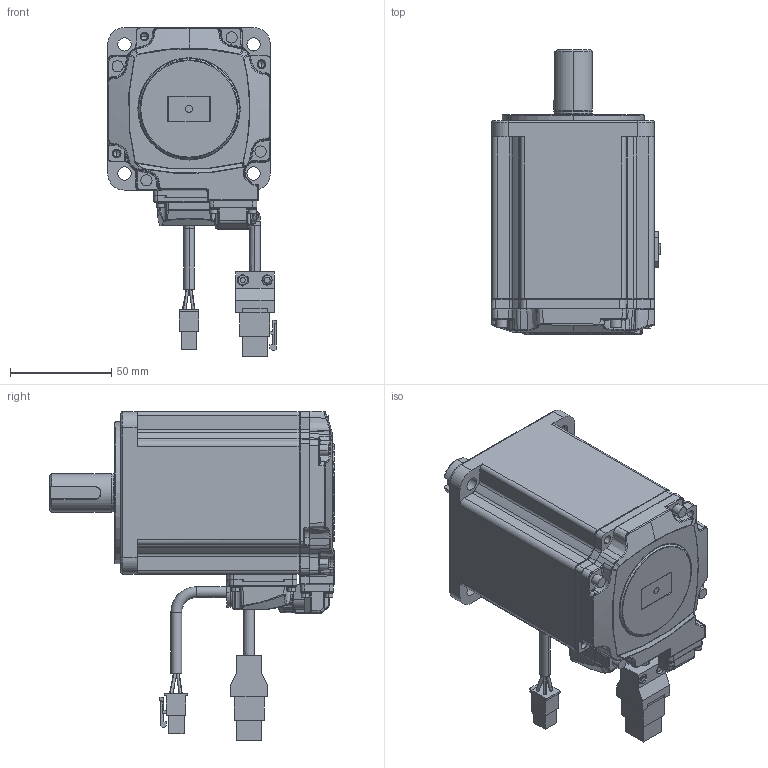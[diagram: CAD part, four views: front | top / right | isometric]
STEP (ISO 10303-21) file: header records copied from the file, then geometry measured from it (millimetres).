
FILE_DESCRIPTION(/* description */ ('Alibre Inc.'),/* implementation_level */ '2;1');
FILE_NAME(/* name */ 'export-CEE0DD19-0316-4FD6-BA22-0908936AB3DD',/* time_stamp */ '2024-12-08T10:38:39+01:00',/* author */ (''),/* organization */ (''),/* preprocessor_version */ 'ST-DEVELOPER v17',/* originating_system */ 'Alibre',/* authorisation */ '');
FILE_SCHEMA (('AUTOMOTIVE_DESIGN'));
Length unit declared in the file: millimetre
Products named in the file (1): ECM-B3M-C20807RS1-201_SW0001
Bounding box: 83.41 x 140.15 x 162.4 mm (x, y, z)
Volume: 619497.1 mm3; surface area: 76101.8 mm2
Topology: 1 solids, 21 shells, 1582 faces, 3840 edges, 2333 vertices
Faces by surface type: plane 518, cylinder 485, bspline 229, torus 189, cone 135, sphere 26
Entity records: 61083 total; most frequent: CARTESIAN_POINT 26899, ORIENTED_EDGE 7610, DIRECTION 6089, EDGE_CURVE 3805, AXIS2_PLACEMENT_3D 2588, VERTEX_POINT 2331, EDGE_LOOP 1676, FACE_BOUND 1676
